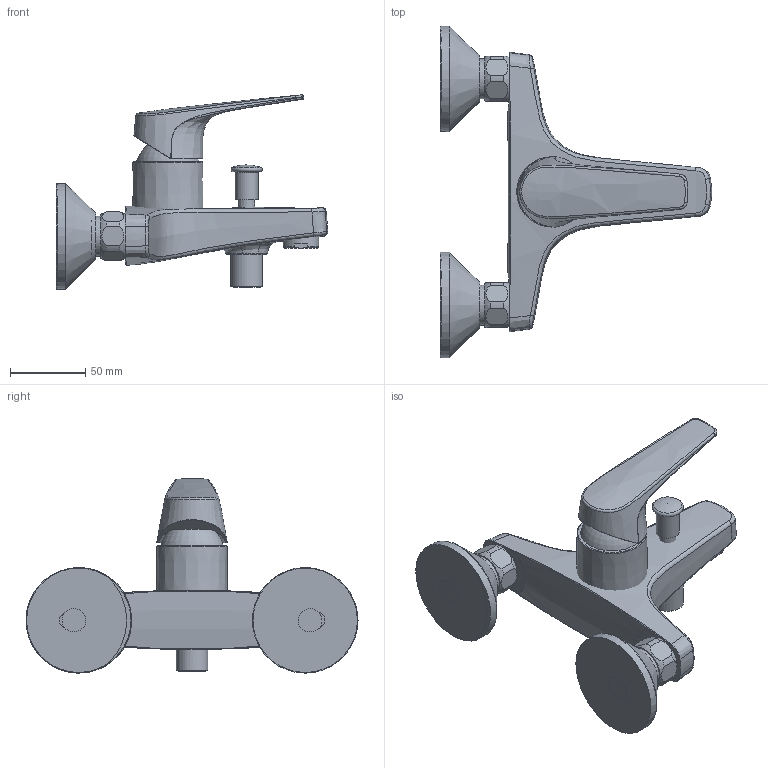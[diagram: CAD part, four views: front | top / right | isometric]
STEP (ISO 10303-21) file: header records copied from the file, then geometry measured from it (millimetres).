
FILE_DESCRIPTION(/* description */ ('Unknown'),/* implementation_level */ '2;1');
FILE_NAME(/* name */ '23756000',/* time_stamp */ '2022-09-08T03:20:05+02:00',/* author */ ('Unknown'),/* organization */ ('GROHE AG'),/* preprocessor_version */ 'ST-DEVELOPER v16.7',/* originating_system */ 'DEX',/* authorisation */ $);
FILE_SCHEMA (('AUTOMOTIVE_DESIGN {1 0 10303 214 3 1 1}'));
Length unit declared in the file: millimetre
Products named in the file (14): 23756000; 23756000_0; 23756000_1; 23756000_2; 23756000_3; 23756000_4; 23756000_5; 23756000_6; 23756000_7; 23756000_8; 23756000_9; 50.9697.1_Standard; 23756000_10
Assembly tree (13 placements, depth 2):
  23756000
    23756000
    23756000_0
    23756000_1
    23756000_2
    23756000_3
    23756000_4
    23756000_5
    23756000_6
    23756000_7
    23756000_8
    23756000_9
    50.9697.1_Standard
    23756000_10
Bounding box: 179.78 x 220 x 128.72 mm (x, y, z)
Volume: 560650.7 mm3; surface area: 119228.9 mm2
Topology: 13 solids, 17 shells, 220 faces, 496 edges, 313 vertices
Faces by surface type: plane 79, bspline 68, cylinder 34, cone 19, torus 17, sphere 3
Full cylindrical faces by diameter (mm): 12.8 x1, 13 x1, 15.196 x1, 15.3 x3, 16.9 x1, 20.955 x1, 22.4 x2, 23.6 x1, 24 x1, 26.44 x2, 69.2 x2, 70 x2
Entity records: 11782 total; most frequent: CARTESIAN_POINT 6778, ORIENTED_EDGE 860, DIRECTION 672, EDGE_CURVE 430, AXIS2_PLACEMENT_3D 296, VERTEX_POINT 294, EDGE_LOOP 276, FACE_BOUND 276
